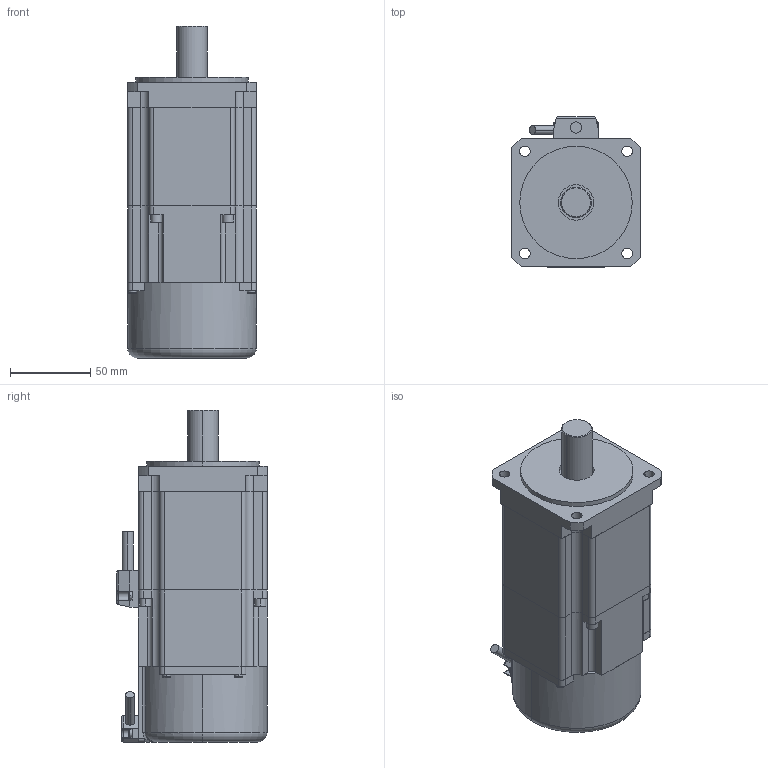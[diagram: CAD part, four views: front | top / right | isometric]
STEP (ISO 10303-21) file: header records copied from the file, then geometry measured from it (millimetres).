
FILE_DESCRIPTION (( 'STEP AP214' ), '1' );
FILE_NAME ('SVL-207B.step', '2016-04-07T15:58:15', ( '' ), ( '' ), 'SwSTEP 2.0', 'SolidWorks 2015', '' );
FILE_SCHEMA (( 'AUTOMOTIVE_DESIGN' ));
Length unit declared in the file: millimetre
Products named in the file (1): SVL-207B
Bounding box: 80 x 93.4 x 206.6 mm (x, y, z)
Volume: 975080.1 mm3; surface area: 105411.5 mm2
Topology: 18 solids, 18 shells, 415 faces, 1040 edges, 674 vertices
Faces by surface type: plane 265, cylinder 113, torus 31, bspline 4, cone 2
Entity records: 14216 total; most frequent: CARTESIAN_POINT 2508, DIRECTION 2093, ORIENTED_EDGE 2076, EDGE_CURVE 1038, VECTOR 739, LINE 739, AXIS2_PLACEMENT_3D 677, VERTEX_POINT 674
